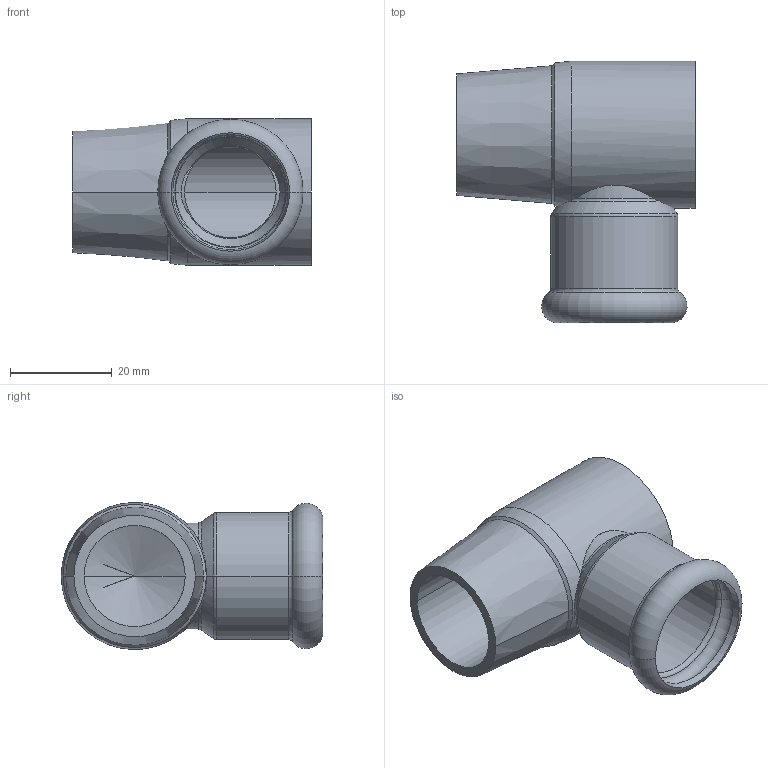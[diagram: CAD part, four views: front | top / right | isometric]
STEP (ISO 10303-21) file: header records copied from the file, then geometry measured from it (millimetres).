
FILE_DESCRIPTION (( 'STEP AP203' ), '1' );
FILE_NAME ('3D_PS730_18 x 3-4_148381210.STEP', '2024-11-20T15:00:13', ( '' ), ( '' ), 'SwSTEP 2.0', 'SolidWorks 2023', '' );
FILE_SCHEMA (( 'CONFIG_CONTROL_DESIGN' ));
Length unit declared in the file: millimetre
Products named in the file (1): 3D_PS730_18 x 3-4_148381210
Bounding box: 46.91 x 51.45 x 28.9 mm (x, y, z)
Volume: 16787 mm3; surface area: 11319.6 mm2
Topology: 1 solids, 1 shells, 50 faces, 118 edges, 67 vertices
Faces by surface type: torus 16, cone 15, cylinder 15, plane 4
Entity records: 1775 total; most frequent: CARTESIAN_POINT 582, DIRECTION 244, ORIENTED_EDGE 232, EDGE_CURVE 116, AXIS2_PLACEMENT_3D 109, VERTEX_POINT 67, CIRCLE 58, EDGE_LOOP 51
